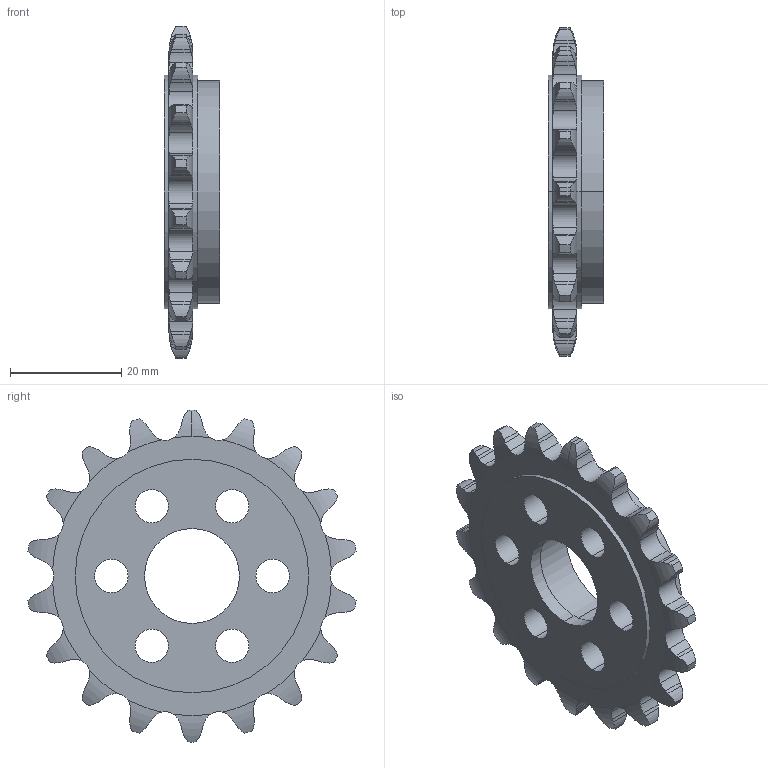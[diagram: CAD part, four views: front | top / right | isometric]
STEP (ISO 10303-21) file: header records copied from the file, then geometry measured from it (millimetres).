
FILE_DESCRIPTION (( 'STEP AP214' ), '1' );
FILE_NAME ('SprocketSideCush.STEP', '2023-12-23T22:03:34', ( '' ), ( '' ), 'SwSTEP 2.0', 'SolidWorks 2022', '' );
FILE_SCHEMA (( 'AUTOMOTIVE_DESIGN' ));
Length unit declared in the file: inch
Products named in the file (1): SprocketSideCush
Bounding box: 10 x 59.06 x 59.73 mm (x, y, z)
Volume: 12660.3 mm3; surface area: 7208.7 mm2
Topology: 1 solids, 1 shells, 219 faces, 637 edges, 424 vertices
Faces by surface type: cylinder 139, plane 42, torus 38
Entity records: 7885 total; most frequent: CARTESIAN_POINT 2461, ORIENTED_EDGE 1274, DIRECTION 939, EDGE_CURVE 637, VERTEX_POINT 424, AXIS2_PLACEMENT_3D 382, B_SPLINE_CURVE_WITH_KNOTS 300, EDGE_LOOP 237
